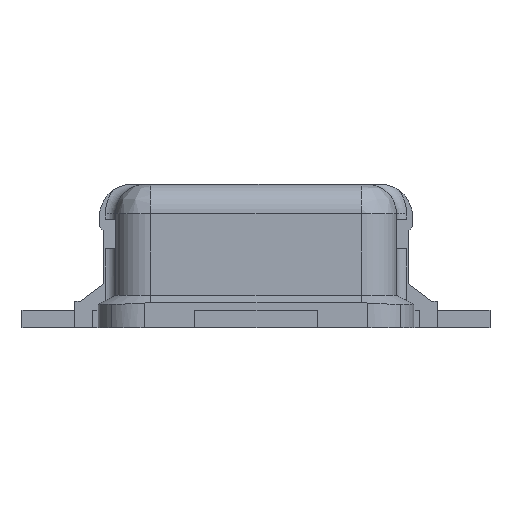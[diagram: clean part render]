
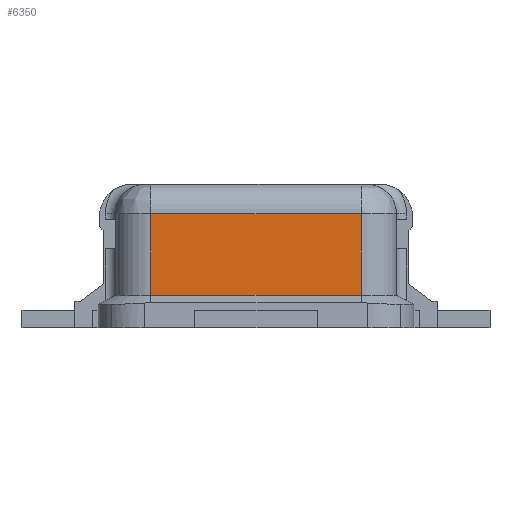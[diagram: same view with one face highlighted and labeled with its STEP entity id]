
A CAD part, left-side view. The second image highlights one B-rep face of the part: STEP entity #6350.
In plain terms, the highlighted planar face has unit normal (-1, 0, 0).
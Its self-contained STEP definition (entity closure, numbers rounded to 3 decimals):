
#1565=DIRECTION('',(0.,1.,0.));
#1566=VECTOR('',#1565,0.72);
#1567=CARTESIAN_POINT('',(3.275,-0.36,
0.42));
#1568=LINE('',#1567,#1566);
#1899=DIRECTION('',(0.,0.,-1.));
#1900=VECTOR('',#1899,0.28);
#1901=CARTESIAN_POINT('',(3.275,0.36,0.42));
#1902=LINE('',#1901,#1900);
#1929=DIRECTION('',(0.,1.,0.));
#1930=VECTOR('',#1929,0.72);
#1931=CARTESIAN_POINT('',(3.275,-0.36,
0.14));
#1932=LINE('',#1931,#1930);
#1933=DIRECTION('',(0.,0.,-1.));
#1934=VECTOR('',#1933,0.28);
#1935=CARTESIAN_POINT('',(3.275,-0.36,
0.42));
#1936=LINE('',#1935,#1934);
#3296=CARTESIAN_POINT('',(3.275,-0.36,
0.14));
#3297=VERTEX_POINT('',#3296);
#3400=CARTESIAN_POINT('',(3.275,-0.36,
0.42));
#3401=VERTEX_POINT('',#3400);
#3402=CARTESIAN_POINT('',(3.275,0.36,
0.14));
#3403=VERTEX_POINT('',#3402);
#3404=CARTESIAN_POINT('',(3.275,0.36,0.42));
#3405=VERTEX_POINT('',#3404);
#6338=CARTESIAN_POINT('',(3.275,0.535,0.));
#6339=DIRECTION('',(-1.,0.,0.));
#6340=DIRECTION('',(0.,-1.,0.));
#6341=AXIS2_PLACEMENT_3D('',#6338,#6339,#6340);
#6342=PLANE('',#6341);
#6343=ORIENTED_EDGE('',*,*,#6330,.T.);
#6344=ORIENTED_EDGE('',*,*,#6305,.F.);
#6345=ORIENTED_EDGE('',*,*,#5818,.F.);
#6347=ORIENTED_EDGE('',*,*,#6346,.T.);
#6348=EDGE_LOOP('',(#6343,#6344,#6345,#6347));
#6349=FACE_OUTER_BOUND('',#6348,.F.);
#5818=EDGE_CURVE('',#3401,#3405,#1568,.T.);
#6305=EDGE_CURVE('',#3405,#3403,#1902,.T.);
#6330=EDGE_CURVE('',#3297,#3403,#1932,.T.);
#6346=EDGE_CURVE('',#3401,#3297,#1936,.T.);
#6350=ADVANCED_FACE('',(#6349),#6342,.T.);
